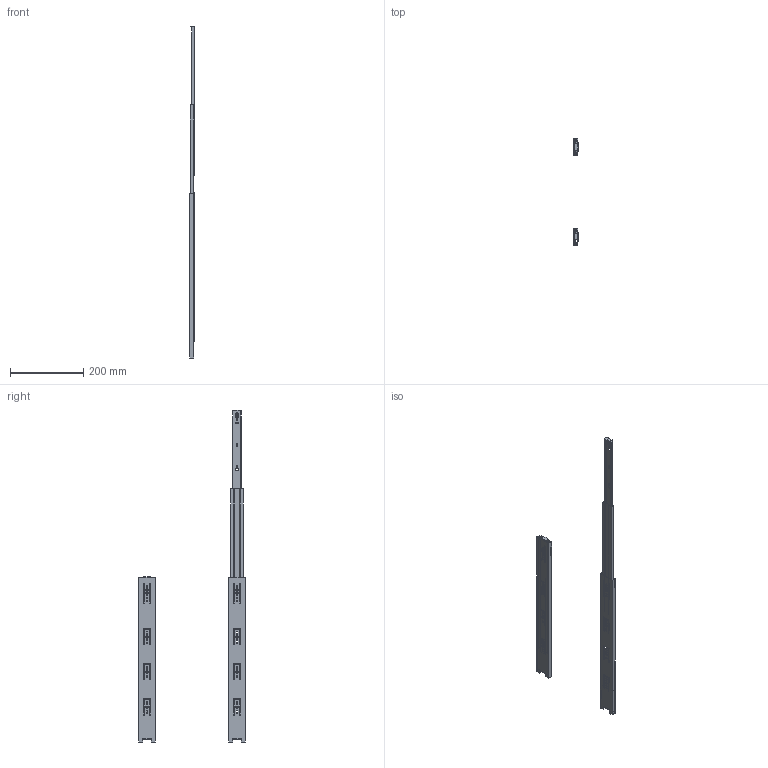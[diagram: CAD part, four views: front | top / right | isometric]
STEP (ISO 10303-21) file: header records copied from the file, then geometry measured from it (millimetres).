
FILE_DESCRIPTION((''),'2;1');
FILE_NAME('3832-0045TR.stp','2014-12-12T11:12:07',('jwhittlesea'),(''),'Autodesk Inventor 2012','Autodesk Inventor 2012','');
FILE_SCHEMA(('AUTOMOTIVE_DESIGN { 1 0 10303 214 1 1 1 1 }'));
Length unit declared in the file: millimetre
Products named in the file (5): 3832-0045TR; 3832-0045TR Outer Member; 3832TR Touch Release; 3832-0045TR Inter; 3832-0045TR Inner Member
Assembly tree (8 placements, depth 2):
  3832-0045TR
    3832-0045TR Outer Member  x2
    3832TR Touch Release  x2
    3832-0045TR Inter  x2
    3832-0045TR Inner Member  x2
Bounding box: 12.7 x 291.4 x 907 mm (x, y, z)
Volume: 209036.8 mm3; surface area: 289707 mm2
Topology: 8 solids, 8 shells, 390 faces, 1114 edges, 740 vertices
Faces by surface type: plane 314, cylinder 76
Full cylindrical faces by diameter (mm): 4.4 x8, 4.6 x6, 6.4 x8
Entity records: 6539 total; most frequent: CARTESIAN_POINT 1124, ORIENTED_EDGE 1092, DIRECTION 1044, EDGE_CURVE 546, VECTOR 464, LINE 464, VERTEX_POINT 370, AXIS2_PLACEMENT_3D 290
